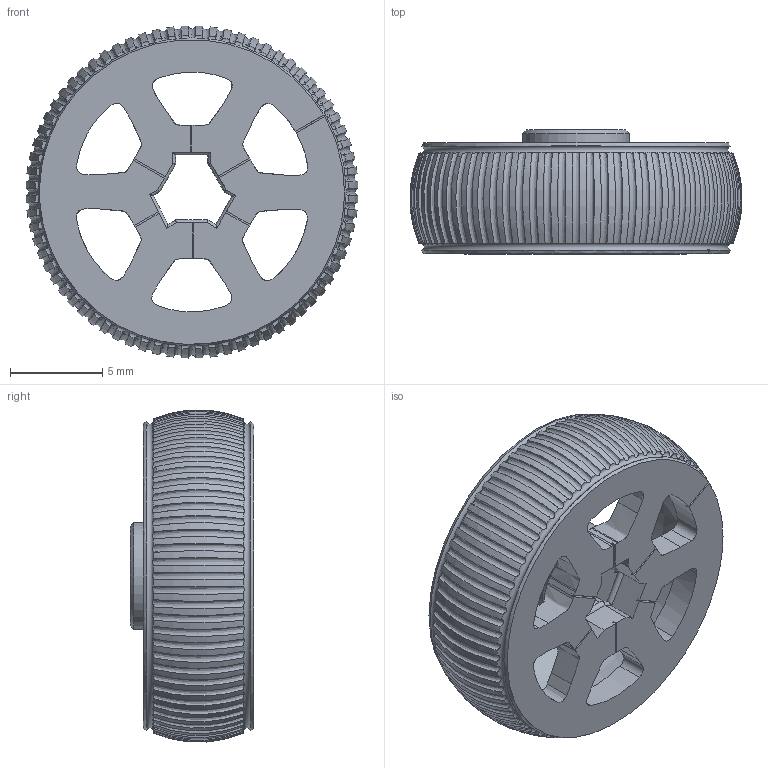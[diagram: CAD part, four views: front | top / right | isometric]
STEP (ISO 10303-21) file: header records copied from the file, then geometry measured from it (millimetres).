
FILE_DESCRIPTION(('HOOPS Exchange Step'),'2;1');
FILE_NAME('wheel_curve.stp','2026-01-21T19:17:27+09:00',('hayashi'),('Unknown organisation'),'HOOPS Exchange 2025.8','HOOPS Exchange','Unknown authorisation');
FILE_SCHEMA( ('AP203_CONFIGURATION_CONTROLLED_3D_DESIGN_OF_MECHANICAL_PARTS_AND_ASSEMBLIES_MIM_LF') );
Length unit declared in the file: millimetre
Products named in the file (1): root
Bounding box: 17.97 x 6.7 x 17.97 mm (x, y, z)
Volume: 644.5 mm3; surface area: 1249.4 mm2
Topology: 1 solids, 1 shells, 311 faces, 920 edges, 600 vertices
Faces by surface type: bspline 218, plane 75, cylinder 13, torus 3, cone 2
Full cylindrical faces by diameter (mm): 5.8 x1
Entity records: 23442 total; most frequent: CARTESIAN_POINT 16666, ORIENTED_EDGE 1840, EDGE_CURVE 920, DIRECTION 843, VERTEX_POINT 600, B_SPLINE_CURVE_WITH_KNOTS 458, EDGE_LOOP 314, FACE_BOUND 314
